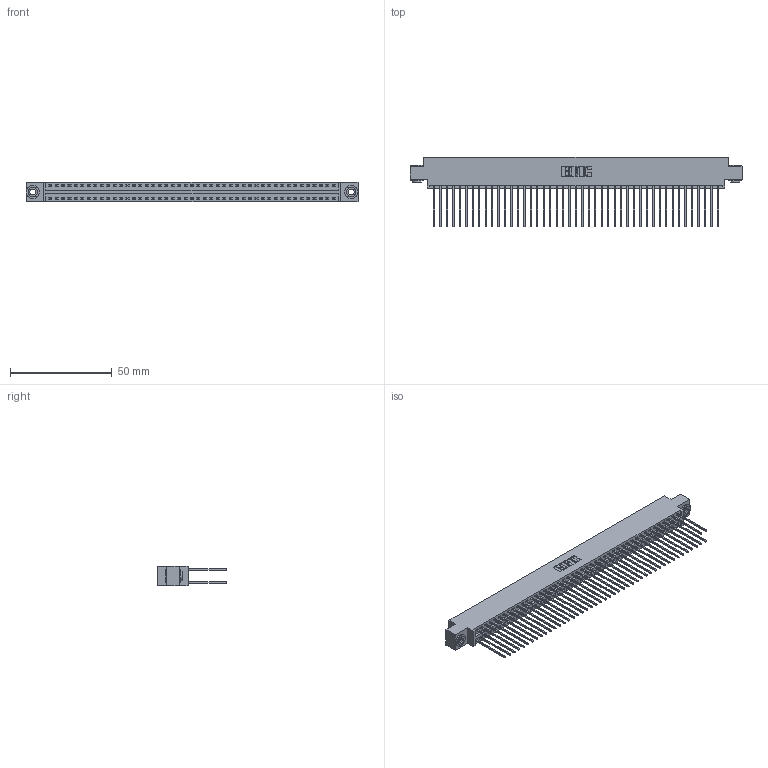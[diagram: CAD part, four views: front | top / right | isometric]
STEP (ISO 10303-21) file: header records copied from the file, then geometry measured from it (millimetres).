
FILE_DESCRIPTION (( 'STEP AP203' ), '1' );
FILE_NAME ('346-090-541-803.STEP', '2022-05-26T04:21:46', ( '' ), ( '' ), 'SwSTEP 2.0', 'SolidWorks 2020', '' );
FILE_SCHEMA (( 'CONFIG_CONTROL_DESIGN' ));
Length unit declared in the file: inch
Products named in the file (4): 346-090-541-803; 345-250-002_345-250-002-102; 346 Part_0.170 Offset - 0.156 Dia-TH; 345-292-001_345-293-141
Assembly tree (93 placements, depth 2):
  346-090-541-803
    346 Part_0.170 Offset - 0.156 Dia-TH
    345-292-001_345-293-141  x90
    345-250-002_345-250-002-102  x2
Bounding box: 163.45 x 34.29 x 9.4 mm (x, y, z)
Volume: 16324.6 mm3; surface area: 25391.1 mm2
Topology: 93 solids, 93 shells, 4858 faces, 14403 edges, 9478 vertices
Faces by surface type: plane 3254, cylinder 1596, cone 8
Entity records: 30180 total; most frequent: CARTESIAN_POINT 4953, ORIENTED_EDGE 4878, DIRECTION 4445, EDGE_CURVE 2439, LINE 2103, VECTOR 2103, VERTEX_POINT 1622, AXIS2_PLACEMENT_3D 1171
